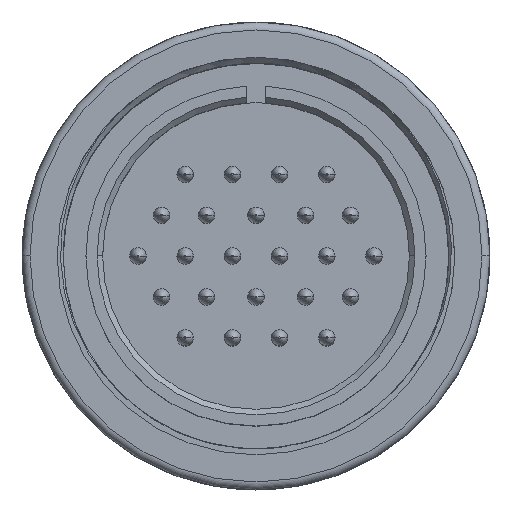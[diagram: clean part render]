
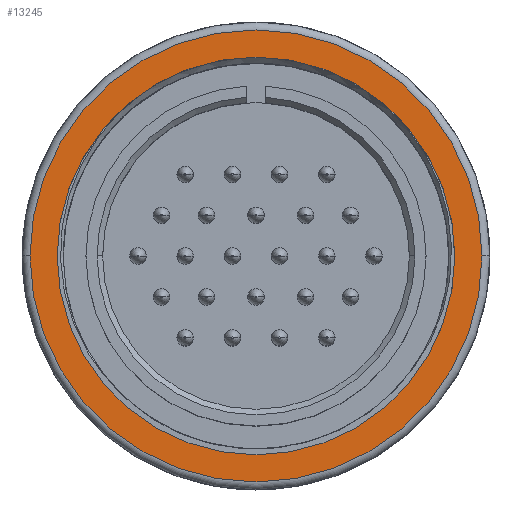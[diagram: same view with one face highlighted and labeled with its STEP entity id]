
A CAD part, top view. The second image highlights one B-rep face of the part: STEP entity #13245.
In plain terms, the highlighted planar face has unit normal (0, 0, 1).
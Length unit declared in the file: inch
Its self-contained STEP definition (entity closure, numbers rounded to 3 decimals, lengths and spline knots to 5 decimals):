
#524 = DIRECTION ( 'NONE',  ( 1., 0., 0. ) ) ;
#1317 = CARTESIAN_POINT ( 'NONE',  ( 0.8525, 0., -0.072 ) ) ;
#1491 = AXIS2_PLACEMENT_3D ( 'NONE', #14940, #9725, #1764 ) ;
#1726 = FACE_OUTER_BOUND ( 'NONE', #15176, .T. ) ;
#1764 = DIRECTION ( 'NONE',  ( 1., 0., 0. ) ) ;
#2021 = ORIENTED_EDGE ( 'NONE', *, *, #13546, .F. ) ;
#2448 = DIRECTION ( 'NONE',  ( 0., 0., 1. ) ) ;
#2665 = CIRCLE ( 'NONE', #7262, 0.8525 ) ;
#3465 = EDGE_CURVE ( 'NONE', #8596, #4241, #5403, .T. ) ;
#4059 = CARTESIAN_POINT ( 'NONE',  ( -0.8525, 0., -0.072 ) ) ;
#4112 = VERTEX_POINT ( 'NONE', #11619 ) ;
#4241 = VERTEX_POINT ( 'NONE', #1317 ) ;
#4416 = PLANE ( 'NONE',  #1491 ) ;
#4506 = EDGE_CURVE ( 'NONE', #13429, #4112, #5174, .T. ) ;
#4856 = CARTESIAN_POINT ( 'NONE',  ( 0., 0., -0.072 ) ) ;
#5174 = CIRCLE ( 'NONE', #9110, 0.75 ) ;
#5318 = FACE_BOUND ( 'NONE', #11076, .T. ) ;
#5403 = CIRCLE ( 'NONE', #13045, 0.8525 ) ;
#6047 = CARTESIAN_POINT ( 'NONE',  ( 0., 0., -0.072 ) ) ;
#6063 = ORIENTED_EDGE ( 'NONE', *, *, #12384, .T. ) ;
#6185 = DIRECTION ( 'NONE',  ( 1., 0., 0. ) ) ;
#7262 = AXIS2_PLACEMENT_3D ( 'NONE', #4856, #14045, #6185 ) ;
#7370 = DIRECTION ( 'NONE',  ( 1., 0., 0. ) ) ;
#8489 = DIRECTION ( 'NONE',  ( 0., 0., 1. ) ) ;
#8596 = VERTEX_POINT ( 'NONE', #4059 ) ;
#9110 = AXIS2_PLACEMENT_3D ( 'NONE', #16326, #8489, #524 ) ;
#9725 = DIRECTION ( 'NONE',  ( 0., 0., 1. ) ) ;
#10180 = CARTESIAN_POINT ( 'NONE',  ( 0.75, 0., -0.072 ) ) ;
#10410 = CARTESIAN_POINT ( 'NONE',  ( 0., 0., -0.072 ) ) ;
#11076 = EDGE_LOOP ( 'NONE', ( #16929, #2021 ) ) ;
#11619 = CARTESIAN_POINT ( 'NONE',  ( -0.75, 0., -0.072 ) ) ;
#11734 = DIRECTION ( 'NONE',  ( 1., 0., 0. ) ) ;
#12384 = EDGE_CURVE ( 'NONE', #4241, #8596, #2665, .T. ) ;
#13045 = AXIS2_PLACEMENT_3D ( 'NONE', #6047, #15225, #7370 ) ;
#13245 = ADVANCED_FACE ( 'NONE', ( #5318, #1726 ), #4416, .T. ) ;
#13429 = VERTEX_POINT ( 'NONE', #10180 ) ;
#13519 = ORIENTED_EDGE ( 'NONE', *, *, #3465, .T. ) ;
#13546 = EDGE_CURVE ( 'NONE', #4112, #13429, #15973, .T. ) ;
#14045 = DIRECTION ( 'NONE',  ( 0., 0., 1. ) ) ;
#14940 = CARTESIAN_POINT ( 'NONE',  ( 0., 0., -0.072 ) ) ;
#15176 = EDGE_LOOP ( 'NONE', ( #6063, #13519 ) ) ;
#15225 = DIRECTION ( 'NONE',  ( 0., 0., 1. ) ) ;
#15973 = CIRCLE ( 'NONE', #16500, 0.75 ) ;
#16326 = CARTESIAN_POINT ( 'NONE',  ( 0., 0., -0.072 ) ) ;
#16500 = AXIS2_PLACEMENT_3D ( 'NONE', #10410, #2448, #11734 ) ;
#16929 = ORIENTED_EDGE ( 'NONE', *, *, #4506, .F. ) ;
